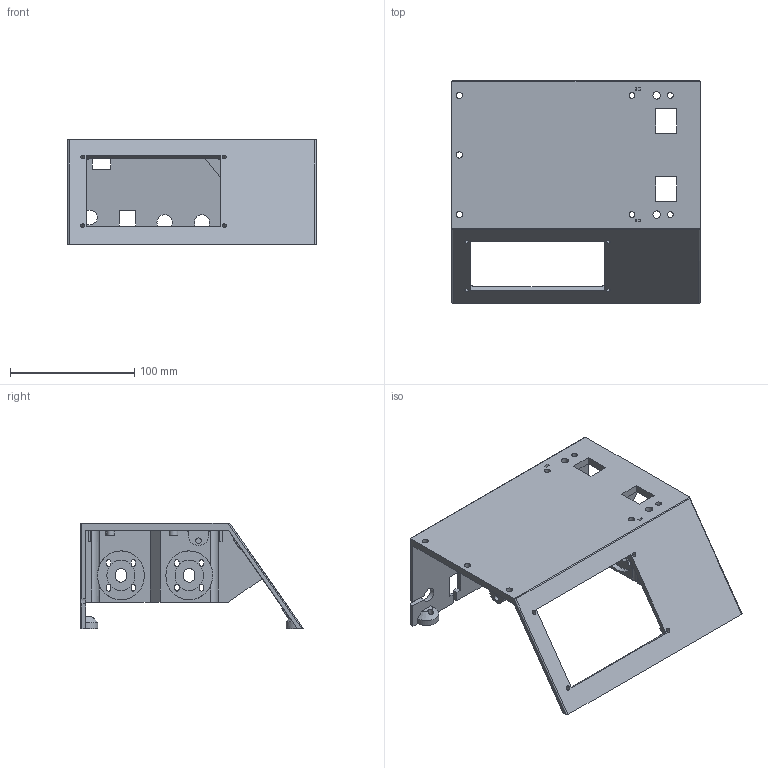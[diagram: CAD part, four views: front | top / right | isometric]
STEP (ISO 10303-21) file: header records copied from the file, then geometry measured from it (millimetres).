
FILE_DESCRIPTION(/* description */ (''),/* implementation_level */ '2;1');
FILE_NAME(/* name */ '01 - main pump body.stp',/* time_stamp */ '2023-01-17T10:46:57+01:00',/* author */ ('JN'),/* organization */ (''),/* preprocessor_version */ 'ST-DEVELOPER v18.1',/* originating_system */ 'Autodesk Inventor 2022',/* authorisation */ '');
FILE_SCHEMA (('AUTOMOTIVE_DESIGN { 1 0 10303 214 3 1 1 }'));
Length unit declared in the file: millimetre
Products named in the file (1): Körper
Bounding box: 200 x 179.52 x 85 mm (x, y, z)
Volume: 345368.7 mm3; surface area: 134454.9 mm2
Topology: 2 solids, 2 shells, 476 faces, 1353 edges, 897 vertices
Faces by surface type: plane 217, bspline 150, cylinder 97, cone 12
Full cylindrical faces by diameter (mm): 3 x4, 3.4 x4, 4.5 x6, 4.6 x4, 5 x3, 6 x4, 7 x2, 12.4 x3, 17.4 x3
Entity records: 16937 total; most frequent: CARTESIAN_POINT 5218, ORIENTED_EDGE 2700, DIRECTION 1920, EDGE_CURVE 1350, VERTEX_POINT 898, LINE 810, VECTOR 810, EDGE_LOOP 570
